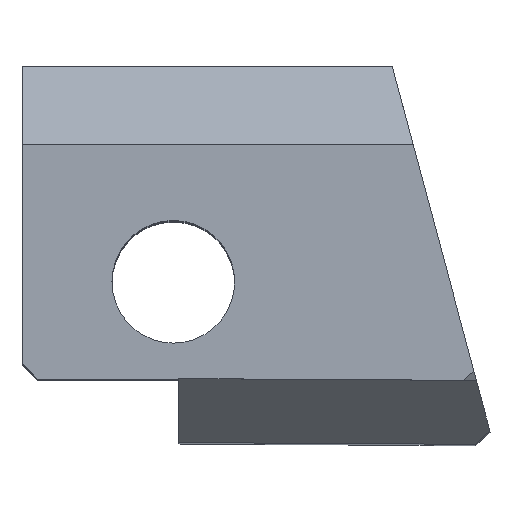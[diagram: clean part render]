
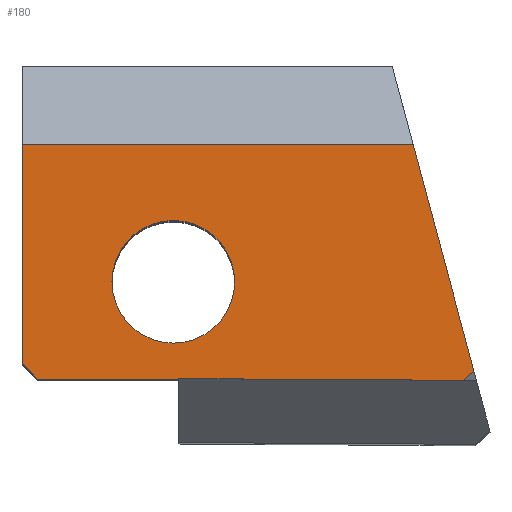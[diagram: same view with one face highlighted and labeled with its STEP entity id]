
A CAD part, top view. The second image highlights one B-rep face of the part: STEP entity #180.
In plain terms, the highlighted planar face has unit normal (0, 0, 1).
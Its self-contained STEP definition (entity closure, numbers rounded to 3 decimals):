
#60 = VERTEX_POINT ( 'NONE', #400 ) ;
#78 = DIRECTION ( 'NONE',  ( -0.707, 0.707, 0. ) ) ;
#112 = CARTESIAN_POINT ( 'NONE',  ( 146.633, 110.151, 102.189 ) ) ;
#117 = PLANE ( 'NONE',  #1073 ) ;
#124 = DIRECTION ( 'NONE',  ( 0., 0., 1. ) ) ;
#132 = AXIS2_PLACEMENT_3D ( 'NONE', #1193, #124, #739 ) ;
#180 = ADVANCED_FACE ( 'NONE', ( #1657, #884 ), #117, .F. ) ;
#182 = EDGE_LOOP ( 'NONE', ( #1048, #1912 ) ) ;
#242 = VECTOR ( 'NONE', #930, 1000. ) ;
#245 = VERTEX_POINT ( 'NONE', #1723 ) ;
#246 = EDGE_CURVE ( 'NONE', #967, #1976, #797, .T. ) ;
#247 = CIRCLE ( 'NONE', #988, 1.6 ) ;
#252 = ORIENTED_EDGE ( 'NONE', *, *, #903, .F. ) ;
#307 = CARTESIAN_POINT ( 'NONE',  ( 140.254, 113.773, 102.189 ) ) ;
#400 = CARTESIAN_POINT ( 'NONE',  ( 140.399, 111.235, 102.189 ) ) ;
#401 = CARTESIAN_POINT ( 'NONE',  ( 141.854, 113.773, 102.189 ) ) ;
#411 = CARTESIAN_POINT ( 'NONE',  ( 136.307, 112.705, 102.189 ) ) ;
#425 = EDGE_CURVE ( 'NONE', #1019, #245, #1461, .T. ) ;
#472 = LINE ( 'NONE', #1709, #875 ) ;
#474 = EDGE_CURVE ( 'NONE', #1930, #1228, #506, .T. ) ;
#504 = CARTESIAN_POINT ( 'NONE',  ( 148.096, 111.44, 102.189 ) ) ;
#506 = LINE ( 'NONE', #1902, #1589 ) ;
#539 = ORIENTED_EDGE ( 'NONE', *, *, #474, .F. ) ;
#543 = EDGE_CURVE ( 'NONE', #1930, #1976, #1496, .T. ) ;
#566 = LINE ( 'NONE', #411, #1970 ) ;
#567 = VERTEX_POINT ( 'NONE', #1231 ) ;
#587 = DIRECTION ( 'NONE',  ( -1., 0., 0. ) ) ;
#672 = EDGE_CURVE ( 'NONE', #967, #567, #472, .T. ) ;
#675 = ORIENTED_EDGE ( 'NONE', *, *, #1748, .F. ) ;
#686 = LINE ( 'NONE', #1300, #1471 ) ;
#705 = LINE ( 'NONE', #712, #1766 ) ;
#712 = CARTESIAN_POINT ( 'NONE',  ( 139.254, 111.235, 102.189 ) ) ;
#717 = ORIENTED_EDGE ( 'NONE', *, *, #1376, .T. ) ;
#733 = CARTESIAN_POINT ( 'NONE',  ( 142.42, 114.175, 102.189 ) ) ;
#734 = CARTESIAN_POINT ( 'NONE',  ( 146.511, 117.357, 102.189 ) ) ;
#739 = DIRECTION ( 'NONE',  ( 1., 0., 0. ) ) ;
#797 = LINE ( 'NONE', #1571, #242 ) ;
#810 = VECTOR ( 'NONE', #1121, 1000. ) ;
#831 = ORIENTED_EDGE ( 'NONE', *, *, #246, .F. ) ;
#847 = VECTOR ( 'NONE', #78, 1000. ) ;
#850 = DIRECTION ( 'NONE',  ( 0., 1., 0. ) ) ;
#875 = VECTOR ( 'NONE', #587, 1000. ) ;
#884 = FACE_OUTER_BOUND ( 'NONE', #1106, .T. ) ;
#903 = EDGE_CURVE ( 'NONE', #245, #567, #566, .T. ) ;
#917 = VERTEX_POINT ( 'NONE', #401 ) ;
#930 = DIRECTION ( 'NONE',  ( 0.259, -0.966, 0. ) ) ;
#967 = VERTEX_POINT ( 'NONE', #734 ) ;
#988 = AXIS2_PLACEMENT_3D ( 'NONE', #307, #1989, #1516 ) ;
#1004 = ORIENTED_EDGE ( 'NONE', *, *, #425, .F. ) ;
#1009 = DIRECTION ( 'NONE',  ( 0.006, 1., 0. ) ) ;
#1019 = VERTEX_POINT ( 'NONE', #1659 ) ;
#1039 = ORIENTED_EDGE ( 'NONE', *, *, #672, .T. ) ;
#1048 = ORIENTED_EDGE ( 'NONE', *, *, #1424, .F. ) ;
#1073 = AXIS2_PLACEMENT_3D ( 'NONE', #733, #1345, #1093 ) ;
#1093 = DIRECTION ( 'NONE',  ( 0., -1., 0. ) ) ;
#1095 = ORIENTED_EDGE ( 'NONE', *, *, #543, .T. ) ;
#1106 = EDGE_LOOP ( 'NONE', ( #717, #539, #1095, #831, #1039, #252, #1004, #675 ) ) ;
#1121 = DIRECTION ( 'NONE',  ( 0.75, 0.661, 0. ) ) ;
#1193 = CARTESIAN_POINT ( 'NONE',  ( 140.254, 113.773, 102.189 ) ) ;
#1228 = VERTEX_POINT ( 'NONE', #1724 ) ;
#1231 = CARTESIAN_POINT ( 'NONE',  ( 136.307, 117.357, 102.189 ) ) ;
#1300 = CARTESIAN_POINT ( 'NONE',  ( 140.384, 108.709, 102.189 ) ) ;
#1345 = DIRECTION ( 'NONE',  ( 0., 0., -1. ) ) ;
#1376 = EDGE_CURVE ( 'NONE', #60, #1228, #686, .T. ) ;
#1424 = EDGE_CURVE ( 'NONE', #917, #1454, #247, .T. ) ;
#1447 = DIRECTION ( 'NONE',  ( -1., 0.006, 0. ) ) ;
#1454 = VERTEX_POINT ( 'NONE', #1539 ) ;
#1461 = LINE ( 'NONE', #1480, #847 ) ;
#1471 = VECTOR ( 'NONE', #1009, 1000. ) ;
#1480 = CARTESIAN_POINT ( 'NONE',  ( 137.11, 110.841, 102.189 ) ) ;
#1496 = LINE ( 'NONE', #112, #810 ) ;
#1505 = CARTESIAN_POINT ( 'NONE',  ( 147.829, 111.205, 102.189 ) ) ;
#1516 = DIRECTION ( 'NONE',  ( 1., 0., 0. ) ) ;
#1539 = CARTESIAN_POINT ( 'NONE',  ( 138.654, 113.773, 102.189 ) ) ;
#1571 = CARTESIAN_POINT ( 'NONE',  ( 146.88, 115.979, 102.189 ) ) ;
#1589 = VECTOR ( 'NONE', #1447, 1000. ) ;
#1592 = DIRECTION ( 'NONE',  ( -1., 0., 0. ) ) ;
#1657 = FACE_BOUND ( 'NONE', #182, .T. ) ;
#1659 = CARTESIAN_POINT ( 'NONE',  ( 136.716, 111.235, 102.189 ) ) ;
#1709 = CARTESIAN_POINT ( 'NONE',  ( 141.88, 117.357, 102.189 ) ) ;
#1723 = CARTESIAN_POINT ( 'NONE',  ( 136.307, 111.644, 102.189 ) ) ;
#1724 = CARTESIAN_POINT ( 'NONE',  ( 140.399, 111.249, 102.189 ) ) ;
#1748 = EDGE_CURVE ( 'NONE', #60, #1019, #705, .T. ) ;
#1766 = VECTOR ( 'NONE', #1592, 1000. ) ;
#1871 = CIRCLE ( 'NONE', #132, 1.6 ) ;
#1902 = CARTESIAN_POINT ( 'NONE',  ( 148.535, 111.201, 102.189 ) ) ;
#1912 = ORIENTED_EDGE ( 'NONE', *, *, #1931, .F. ) ;
#1930 = VERTEX_POINT ( 'NONE', #1505 ) ;
#1931 = EDGE_CURVE ( 'NONE', #1454, #917, #1871, .T. ) ;
#1970 = VECTOR ( 'NONE', #850, 1000. ) ;
#1976 = VERTEX_POINT ( 'NONE', #504 ) ;
#1989 = DIRECTION ( 'NONE',  ( 0., 0., 1. ) ) ;
